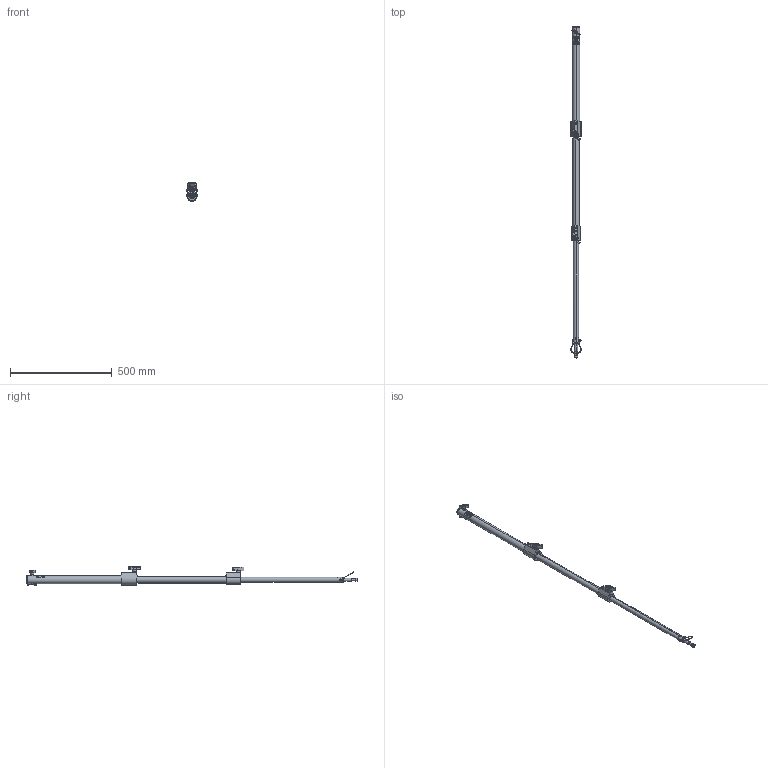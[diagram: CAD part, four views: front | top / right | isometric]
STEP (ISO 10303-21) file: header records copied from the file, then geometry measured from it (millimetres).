
FILE_DESCRIPTION (( 'STEP AP203' ), '1' );
FILE_NAME ('G2016.STEP', '2018-09-28T14:16:34', ( '' ), ( '' ), 'SwSTEP 2.0', 'SolidWorks 2016', '' );
FILE_SCHEMA (( 'CONFIG_CONTROL_DESIGN' ));
Length unit declared in the file: millimetre
Products named in the file (38): S3056; TH1591; TH037_TH037; TH1588; TH1589; S3057; TH1586; TH1585; Single Coil Rectangular Section Spring Washer_Doughty Fastners_Rectangular section spring washer BS 4464 - 6 (Type B); Doughty Knob_S0130; TH2027_TH2027; TH1582; A Washer_Bright washer BS 4320 - M4 (Form A); TH1587; Hex Screw GradeC_Doughty Fastners_ISO 4018 - M8 x 20-WS; SW3dPS-nyloc nut, st stl a2 iso_M4 NYLOC; TH1594; TH1468_TH2552; TH2028_TH2028; Hex Bolt_ISO 4016 - M4 x 40 x 14-WS; TH1507_TH2553; G2016; TH1590; TH1583; PENNY WASHER_M8 x 25; TH1467_TH1467; TH1478; TH737_For G2016; F2039; Doughty Knob_S0140; Hex Screw GradeC_Doughty Fastners_ISO 4018 - M6 x 12-WS; TH1479; F629; TH1584; TH085; F770; socket set screw flat point_doughty fastners - stainless_BS 4168-2 - M8 x 8-S; G2016_LABEL
Assembly tree (46 placements, depth 4):
  G2016
    TH1582
      TH1583
      TH1584
      TH1594
      Single Coil Rectangular Section Spring Washer_Doughty Fastners_Rectangular section spring washer BS 4464 - 6 (Type B)
      Hex Screw GradeC_Doughty Fastners_ISO 4018 - M6 x 12-WS
      Doughty Knob_S0130
    TH1585
      TH1586
      TH1587
      F2039
      S3056
      PENNY WASHER_M8 x 25
      Hex Screw GradeC_Doughty Fastners_ISO 4018 - M8 x 20-WS
    TH1588
      TH1589
      TH1591
      TH1590
      S3057
      PENNY WASHER_M8 x 25
      F2039  x2
      Hex Screw GradeC_Doughty Fastners_ISO 4018 - M8 x 20-WS
    TH1468_TH2552
      TH1467_TH1467
        TH2028_TH2028
      F629
    TH1507_TH2553
      TH037_TH037
        TH2027_TH2027
      F629
      F770  x2
    TH085
    socket set screw flat point_doughty fastners - stainless_BS 4168-2 - M8 x 8-S  x2
    Doughty Knob_S0140  x2
    TH1479
    TH1478
    G2016_LABEL
    TH737_For G2016
    Hex Bolt_ISO 4016 - M4 x 40 x 14-WS
    A Washer_Bright washer BS 4320 - M4 (Form A)  x2
    SW3dPS-nyloc nut, st stl a2 iso_M4 NYLOC
Bounding box: 51.47 x 1632 x 91.79 mm (x, y, z)
Volume: 578407.3 mm3; surface area: 413023 mm2
Topology: 39 solids, 39 shells, 2010 faces, 5146 edges, 3312 vertices
Faces by surface type: plane 604, cylinder 552, cone 450, bspline 372, torus 32
Entity records: 91401 total; most frequent: CARTESIAN_POINT 48847, ORIENTED_EDGE 8574, DIRECTION 7056, EDGE_CURVE 4287, VERTEX_POINT 2768, AXIS2_PLACEMENT_3D 2762, EDGE_LOOP 1825, ADVANCED_FACE 1662
